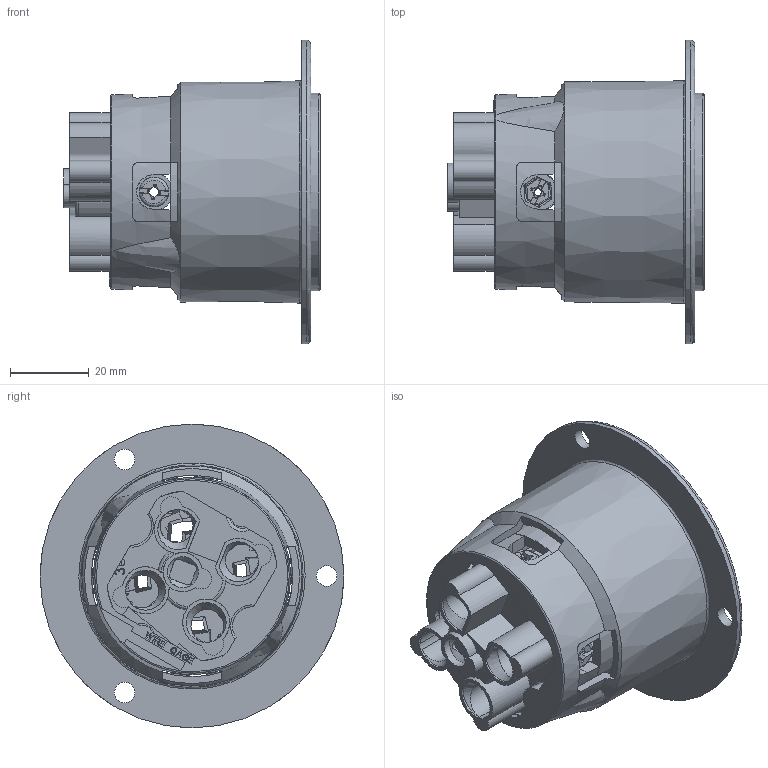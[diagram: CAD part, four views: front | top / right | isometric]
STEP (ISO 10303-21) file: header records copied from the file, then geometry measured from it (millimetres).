
FILE_DESCRIPTION (( 'STEP AP214' ), '1' );
FILE_NAME ('CATSTD-02716-000-M01.STEP', '2020-08-20T13:14:36', ( '' ), ( '' ), 'SwSTEP 2.0', 'SolidWorks 2020', '' );
FILE_SCHEMA (( 'AUTOMOTIVE_DESIGN' ));
Length unit declared in the file: inch
Products named in the file (1): CATSTD-02716-000-M01
Bounding box: 65.07 x 76.99 x 76.99 mm (x, y, z)
Surface area: 40528.2 mm2 (no closed solid volume)
Topology: 0 solids, 15 shells, 1040 faces, 4062 edges, 2955 vertices
Faces by surface type: plane 726, cylinder 234, bspline 42, cone 36, torus 2
Full cylindrical faces by diameter (mm): 3.685 x1, 4.75 x1, 5.207 x3, 6.35 x1, 6.858 x2, 7.888 x1, 10.109 x2, 49.987 x1, 76.987 x1
Entity records: 58909 total; most frequent: CARTESIAN_POINT 14217, ORIENTED_EDGE 6403, DIRECTION 5537, EDGE_CURVE 4018, VERTEX_POINT 2937, LINE 2469, VECTOR 2469, AXIS2_PLACEMENT_3D 1534
